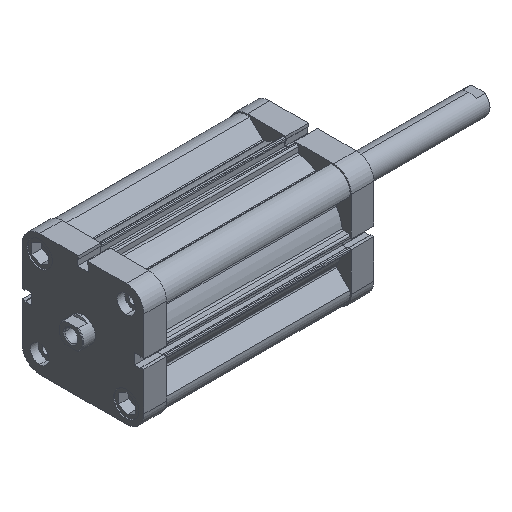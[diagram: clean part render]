
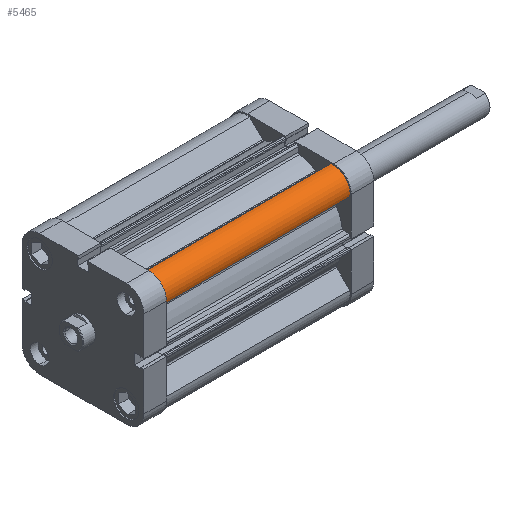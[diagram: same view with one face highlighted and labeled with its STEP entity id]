
A CAD part, isometric view. The second image highlights one B-rep face of the part: STEP entity #5465.
In plain terms, the highlighted cylindrical face has radius 10.75 mm (diameter 21.5 mm), a partial arc.
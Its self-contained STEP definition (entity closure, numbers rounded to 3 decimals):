
#6 = VERTEX_POINT ( 'NONE', #1419 ) ;
#352 = CYLINDRICAL_SURFACE ( 'NONE', #3267, 10.75 ) ;
#355 = FACE_OUTER_BOUND ( 'NONE', #2751, .T. ) ;
#1343 = VERTEX_POINT ( 'NONE', #1757 ) ;
#1394 = VERTEX_POINT ( 'NONE', #1808 ) ;
#1414 = VERTEX_POINT ( 'NONE', #1828 ) ;
#1419 = CARTESIAN_POINT ( 'NONE',  ( 26.479, -38.853, 120.5 ) ) ;
#1757 = CARTESIAN_POINT ( 'NONE',  ( 26.479, -38.853, 0. ) ) ;
#1808 = CARTESIAN_POINT ( 'NONE',  ( 38.853, -26.479, 120.5 ) ) ;
#1828 = CARTESIAN_POINT ( 'NONE',  ( 38.853, -26.479, 0. ) ) ;
#2356 = CARTESIAN_POINT ( 'NONE',  ( 28.25, -28.25, 120.5 ) ) ;
#2365 = DIRECTION ( 'NONE',  ( 0., 0., 1. ) ) ;
#2366 = DIRECTION ( 'NONE',  ( -1., 0., 0. ) ) ;
#2751 = EDGE_LOOP ( 'NONE', ( #5813, #5814, #5815, #5816 ) ) ;
#3135 = AXIS2_PLACEMENT_3D ( 'NONE', #3548, #3556, #3557 ) ;
#3267 = AXIS2_PLACEMENT_3D ( 'NONE', #4390, #4382, #4385 ) ;
#3548 = CARTESIAN_POINT ( 'NONE',  ( 28.25, -28.25, 0. ) ) ;
#3556 = DIRECTION ( 'NONE',  ( 0., 0., 1. ) ) ;
#3557 = DIRECTION ( 'NONE',  ( -1., 0., 0. ) ) ;
#3671 = CARTESIAN_POINT ( 'NONE',  ( 38.853, -26.479, 120.5 ) ) ;
#3672 = DIRECTION ( 'NONE',  ( 0., 0., -1. ) ) ;
#3685 = CARTESIAN_POINT ( 'NONE',  ( 26.479, -38.853, 120.5 ) ) ;
#3686 = DIRECTION ( 'NONE',  ( 0., 0., -1. ) ) ;
#4382 = DIRECTION ( 'NONE',  ( 0., 0., -1. ) ) ;
#4385 = DIRECTION ( 'NONE',  ( -1., 0., 0. ) ) ;
#4390 = CARTESIAN_POINT ( 'NONE',  ( 28.25, -28.25, 120.5 ) ) ;
#4937 = EDGE_CURVE ( 'NONE', #6, #1394, #7002, .T. ) ;
#5046 = EDGE_CURVE ( 'NONE', #1343, #1414, #7169, .T. ) ;
#5094 = EDGE_CURVE ( 'NONE', #1394, #1414, #7246, .T. ) ;
#5101 = EDGE_CURVE ( 'NONE', #6, #1343, #7260, .T. ) ;
#5414 = AXIS2_PLACEMENT_3D ( 'NONE', #2356, #2365, #2366 ) ;
#5465 = ADVANCED_FACE ( 'NONE', ( #355 ), #352, .T. ) ;
#5813 = ORIENTED_EDGE ( 'NONE', *, *, #5046, .T. ) ;
#5814 = ORIENTED_EDGE ( 'NONE', *, *, #5094, .F. ) ;
#5815 = ORIENTED_EDGE ( 'NONE', *, *, #4937, .F. ) ;
#5816 = ORIENTED_EDGE ( 'NONE', *, *, #5101, .T. ) ;
#7002 = CIRCLE ( 'NONE', #5414, 10.75 ) ;
#7169 = CIRCLE ( 'NONE', #3135, 10.75 ) ;
#7246 = LINE ( 'NONE', #3671, #7247 ) ;
#7247 = VECTOR ( 'NONE', #3672, 1000. ) ;
#7260 = LINE ( 'NONE', #3685, #7261 ) ;
#7261 = VECTOR ( 'NONE', #3686, 1000. ) ;
